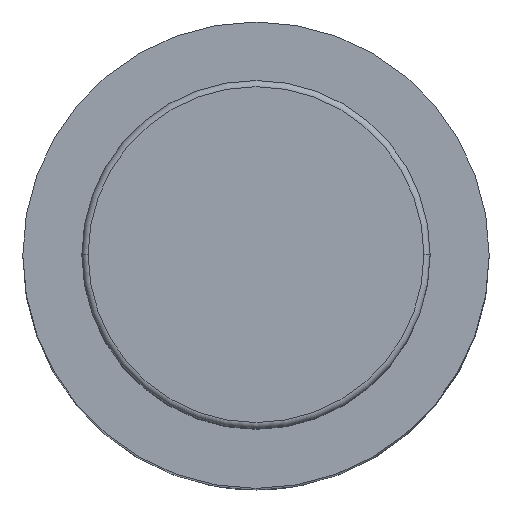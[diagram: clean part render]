
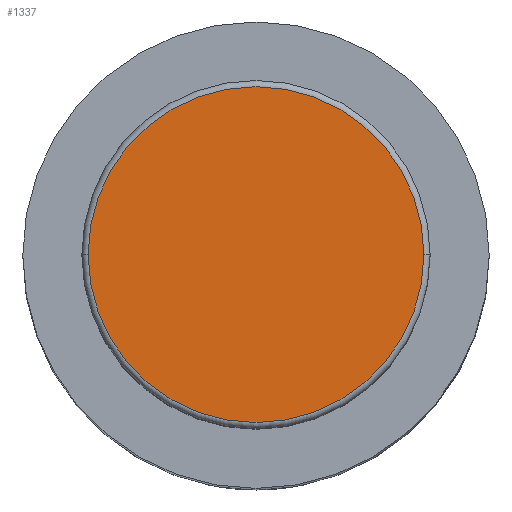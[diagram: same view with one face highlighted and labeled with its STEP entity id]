
A CAD part, top view. The second image highlights one B-rep face of the part: STEP entity #1337.
In plain terms, the highlighted planar face has unit normal (0, 0, 1).
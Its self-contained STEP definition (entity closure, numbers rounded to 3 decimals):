
#76 = ORIENTED_EDGE ( 'NONE', *, *, #1597, .T. ) ;
#91 = DIRECTION ( 'NONE',  ( 0., 0., 1. ) ) ;
#161 = CIRCLE ( 'NONE', #1432, 27. ) ;
#208 = DIRECTION ( 'NONE',  ( 1., 0., 0. ) ) ;
#500 = AXIS2_PLACEMENT_3D ( 'NONE', #878, #1540, #208 ) ;
#657 = VERTEX_POINT ( 'NONE', #1933 ) ;
#684 = AXIS2_PLACEMENT_3D ( 'NONE', #1446, #91, #1646 ) ;
#848 = EDGE_CURVE ( 'NONE', #657, #1598, #161, .T. ) ;
#878 = CARTESIAN_POINT ( 'NONE',  ( 0., 0., 200. ) ) ;
#1220 = CARTESIAN_POINT ( 'NONE',  ( -27., 0., 200. ) ) ;
#1337 = ADVANCED_FACE ( 'NONE', ( #2415 ), #2718, .T. ) ;
#1415 = ORIENTED_EDGE ( 'NONE', *, *, #848, .T. ) ;
#1432 = AXIS2_PLACEMENT_3D ( 'NONE', #1523, #2077, #2304 ) ;
#1446 = CARTESIAN_POINT ( 'NONE',  ( 0., 0., 200. ) ) ;
#1523 = CARTESIAN_POINT ( 'NONE',  ( 0., 0., 200. ) ) ;
#1540 = DIRECTION ( 'NONE',  ( 0., 0., 1. ) ) ;
#1597 = EDGE_CURVE ( 'NONE', #1598, #657, #2031, .T. ) ;
#1598 = VERTEX_POINT ( 'NONE', #1220 ) ;
#1646 = DIRECTION ( 'NONE',  ( 1., 0., 0. ) ) ;
#1750 = EDGE_LOOP ( 'NONE', ( #1415, #76 ) ) ;
#1933 = CARTESIAN_POINT ( 'NONE',  ( 27., 0., 200. ) ) ;
#2031 = CIRCLE ( 'NONE', #684, 27. ) ;
#2077 = DIRECTION ( 'NONE',  ( 0., 0., 1. ) ) ;
#2304 = DIRECTION ( 'NONE',  ( 1., 0., 0. ) ) ;
#2415 = FACE_OUTER_BOUND ( 'NONE', #1750, .T. ) ;
#2718 = PLANE ( 'NONE',  #500 ) ;
